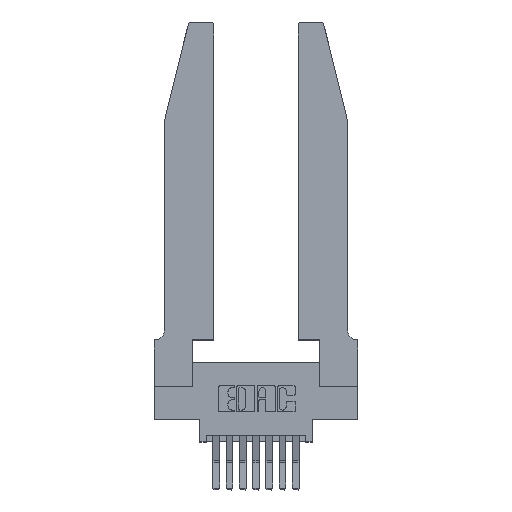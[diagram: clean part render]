
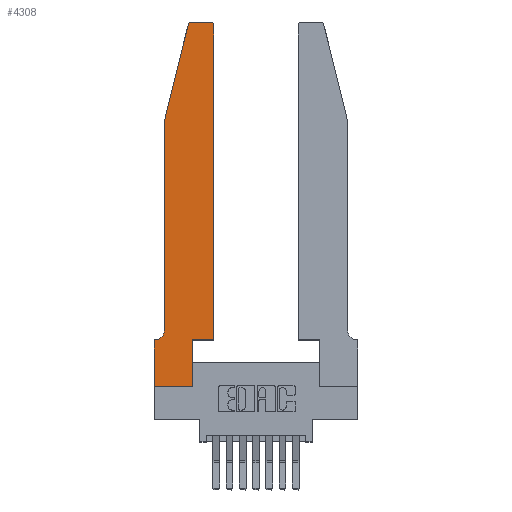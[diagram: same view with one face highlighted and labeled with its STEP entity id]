
A CAD part, top view. The second image highlights one B-rep face of the part: STEP entity #4308.
In plain terms, the highlighted planar face has unit normal (0, 0, 1).
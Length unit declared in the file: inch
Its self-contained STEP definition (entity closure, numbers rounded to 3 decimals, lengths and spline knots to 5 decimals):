
#271 = CARTESIAN_POINT ( 'NONE',  ( 0.2865, 0.35, 0.37 ) ) ;
#384 = DIRECTION ( 'NONE',  ( 0., 1., 0. ) ) ;
#556 = CARTESIAN_POINT ( 'NONE',  ( 0., 0., 0.37 ) ) ;
#562 = VERTEX_POINT ( 'NONE', #14822 ) ;
#955 = CIRCLE ( 'NONE', #12950, 0.03 ) ;
#1108 = FACE_OUTER_BOUND ( 'NONE', #4790, .T. ) ;
#1382 = ORIENTED_EDGE ( 'NONE', *, *, #11775, .T. ) ;
#1587 = EDGE_CURVE ( 'NONE', #9256, #5010, #7159, .T. ) ;
#1669 = CARTESIAN_POINT ( 'NONE',  ( 0.2865, 0., 0.37 ) ) ;
#2156 = EDGE_CURVE ( 'NONE', #7025, #3525, #955, .T. ) ;
#2253 = ORIENTED_EDGE ( 'NONE', *, *, #7023, .T. ) ;
#2646 = VECTOR ( 'NONE', #10315, 39.37008 ) ;
#3212 = DIRECTION ( 'NONE',  ( -0.239, -0.971, 0. ) ) ;
#3416 = AXIS2_PLACEMENT_3D ( 'NONE', #3737, #11666, #4972 ) ;
#3425 = VECTOR ( 'NONE', #5723, 39.37008 ) ;
#3431 = CARTESIAN_POINT ( 'NONE',  ( 0.2605, 2.75, 0.37 ) ) ;
#3454 = CIRCLE ( 'NONE', #12622, 0.03 ) ;
#3471 = EDGE_CURVE ( 'NONE', #4055, #4443, #5558, .T. ) ;
#3503 = ORIENTED_EDGE ( 'NONE', *, *, #13808, .T. ) ;
#3525 = VERTEX_POINT ( 'NONE', #13279 ) ;
#3560 = CARTESIAN_POINT ( 'NONE',  ( 0.4205, 2.72, 0.37 ) ) ;
#3737 = CARTESIAN_POINT ( 'NONE',  ( 0.0055, 0.42, 0.37 ) ) ;
#3876 = ORIENTED_EDGE ( 'NONE', *, *, #4070, .T. ) ;
#3881 = EDGE_CURVE ( 'NONE', #7956, #6935, #3454, .T. ) ;
#4055 = VERTEX_POINT ( 'NONE', #13686 ) ;
#4058 = VECTOR ( 'NONE', #384, 39.37008 ) ;
#4070 = EDGE_CURVE ( 'NONE', #562, #7956, #7118, .T. ) ;
#4222 = CARTESIAN_POINT ( 'NONE',  ( 0., 0.35, 0.37 ) ) ;
#4308 = ADVANCED_FACE ( 'NONE', ( #1108 ), #12814, .T. ) ;
#4340 = EDGE_CURVE ( 'NONE', #3525, #13136, #10280, .T. ) ;
#4443 = VERTEX_POINT ( 'NONE', #4222 ) ;
#4790 = EDGE_LOOP ( 'NONE', ( #1382, #13767, #8239, #14093, #2253, #14457, #5947, #11844, #12207, #3503, #3876, #6992 ) ) ;
#4972 = DIRECTION ( 'NONE',  ( -1., 0., 0. ) ) ;
#5010 = VERTEX_POINT ( 'NONE', #7528 ) ;
#5558 = LINE ( 'NONE', #14765, #13742 ) ;
#5668 = VECTOR ( 'NONE', #15101, 39.37008 ) ;
#5723 = DIRECTION ( 'NONE',  ( 1., 0., 0. ) ) ;
#5847 = VECTOR ( 'NONE', #13829, 39.37008 ) ;
#5947 = ORIENTED_EDGE ( 'NONE', *, *, #14396, .T. ) ;
#6596 = VECTOR ( 'NONE', #9482, 39.37008 ) ;
#6935 = VERTEX_POINT ( 'NONE', #10397 ) ;
#6992 = ORIENTED_EDGE ( 'NONE', *, *, #3881, .T. ) ;
#7023 = EDGE_CURVE ( 'NONE', #11832, #4055, #11395, .T. ) ;
#7025 = VERTEX_POINT ( 'NONE', #8351 ) ;
#7118 = LINE ( 'NONE', #13213, #10105 ) ;
#7147 = CARTESIAN_POINT ( 'NONE',  ( 0.0755, 2., 0.37 ) ) ;
#7159 = LINE ( 'NONE', #271, #4058 ) ;
#7347 = CARTESIAN_POINT ( 'NONE',  ( 0., 0., 0.37 ) ) ;
#7528 = CARTESIAN_POINT ( 'NONE',  ( 0.2865, 0.35, 0.37 ) ) ;
#7637 = CARTESIAN_POINT ( 'NONE',  ( 0., 0.35, 0.37 ) ) ;
#7956 = VERTEX_POINT ( 'NONE', #12886 ) ;
#8239 = ORIENTED_EDGE ( 'NONE', *, *, #4340, .T. ) ;
#8318 = LINE ( 'NONE', #7347, #5668 ) ;
#8351 = CARTESIAN_POINT ( 'NONE',  ( 0.284, 2.75, 0.37 ) ) ;
#8574 = DIRECTION ( 'NONE',  ( -1., 0., 0. ) ) ;
#8833 = LINE ( 'NONE', #12718, #5847 ) ;
#8918 = LINE ( 'NONE', #3431, #2646 ) ;
#8927 = EDGE_CURVE ( 'NONE', #13136, #11832, #8833, .T. ) ;
#9113 = AXIS2_PLACEMENT_3D ( 'NONE', #7637, #12972, #12959 ) ;
#9256 = VERTEX_POINT ( 'NONE', #1669 ) ;
#9482 = DIRECTION ( 'NONE',  ( 1., 0., 0. ) ) ;
#9543 = LINE ( 'NONE', #556, #3425 ) ;
#9904 = LINE ( 'NONE', #14988, #6596 ) ;
#9906 = VECTOR ( 'NONE', #3212, 39.37008 ) ;
#10105 = VECTOR ( 'NONE', #13391, 39.37008 ) ;
#10280 = LINE ( 'NONE', #14802, #9906 ) ;
#10315 = DIRECTION ( 'NONE',  ( -1., 0., 0. ) ) ;
#10397 = CARTESIAN_POINT ( 'NONE',  ( 0.4205, 2.75, 0.37 ) ) ;
#11395 = CIRCLE ( 'NONE', #3416, 0.07 ) ;
#11666 = DIRECTION ( 'NONE',  ( 0., 0., -1. ) ) ;
#11775 = EDGE_CURVE ( 'NONE', #6935, #7025, #8918, .T. ) ;
#11832 = VERTEX_POINT ( 'NONE', #12567 ) ;
#11844 = ORIENTED_EDGE ( 'NONE', *, *, #13534, .T. ) ;
#12205 = CARTESIAN_POINT ( 'NONE',  ( 0., 0., 0.37 ) ) ;
#12207 = ORIENTED_EDGE ( 'NONE', *, *, #1587, .T. ) ;
#12567 = CARTESIAN_POINT ( 'NONE',  ( 0.0755, 0.42, 0.37 ) ) ;
#12622 = AXIS2_PLACEMENT_3D ( 'NONE', #3560, #13250, #13506 ) ;
#12718 = CARTESIAN_POINT ( 'NONE',  ( 0.0755, 2., 0.37 ) ) ;
#12814 = PLANE ( 'NONE',  #9113 ) ;
#12886 = CARTESIAN_POINT ( 'NONE',  ( 0.4505, 2.72, 0.37 ) ) ;
#12950 = AXIS2_PLACEMENT_3D ( 'NONE', #14637, #15048, #15064 ) ;
#12959 = DIRECTION ( 'NONE',  ( 1., 0., 0. ) ) ;
#12972 = DIRECTION ( 'NONE',  ( 0., 0., 1. ) ) ;
#13136 = VERTEX_POINT ( 'NONE', #7147 ) ;
#13213 = CARTESIAN_POINT ( 'NONE',  ( 0.4505, 0.35, 0.37 ) ) ;
#13250 = DIRECTION ( 'NONE',  ( 0., 0., 1. ) ) ;
#13279 = CARTESIAN_POINT ( 'NONE',  ( 0.25487, 2.72718, 0.37 ) ) ;
#13391 = DIRECTION ( 'NONE',  ( 0., 1., 0. ) ) ;
#13506 = DIRECTION ( 'NONE',  ( 1., 0., 0. ) ) ;
#13534 = EDGE_CURVE ( 'NONE', #14690, #9256, #9543, .T. ) ;
#13686 = CARTESIAN_POINT ( 'NONE',  ( 0.0055, 0.35, 0.37 ) ) ;
#13742 = VECTOR ( 'NONE', #8574, 39.37008 ) ;
#13767 = ORIENTED_EDGE ( 'NONE', *, *, #2156, .T. ) ;
#13808 = EDGE_CURVE ( 'NONE', #5010, #562, #9904, .T. ) ;
#13829 = DIRECTION ( 'NONE',  ( 0., -1., 0. ) ) ;
#14093 = ORIENTED_EDGE ( 'NONE', *, *, #8927, .T. ) ;
#14396 = EDGE_CURVE ( 'NONE', #4443, #14690, #8318, .T. ) ;
#14457 = ORIENTED_EDGE ( 'NONE', *, *, #3471, .T. ) ;
#14637 = CARTESIAN_POINT ( 'NONE',  ( 0.284, 2.72, 0.37 ) ) ;
#14690 = VERTEX_POINT ( 'NONE', #12205 ) ;
#14765 = CARTESIAN_POINT ( 'NONE',  ( 0.0755, 0.35, 0.37 ) ) ;
#14802 = CARTESIAN_POINT ( 'NONE',  ( 0.0755, 2., 0.37 ) ) ;
#14822 = CARTESIAN_POINT ( 'NONE',  ( 0.4505, 0.35, 0.37 ) ) ;
#14988 = CARTESIAN_POINT ( 'NONE',  ( 0.4505, 0.35, 0.37 ) ) ;
#15048 = DIRECTION ( 'NONE',  ( 0., 0., 1. ) ) ;
#15064 = DIRECTION ( 'NONE',  ( 1., 0., 0. ) ) ;
#15101 = DIRECTION ( 'NONE',  ( 0., -1., 0. ) ) ;
